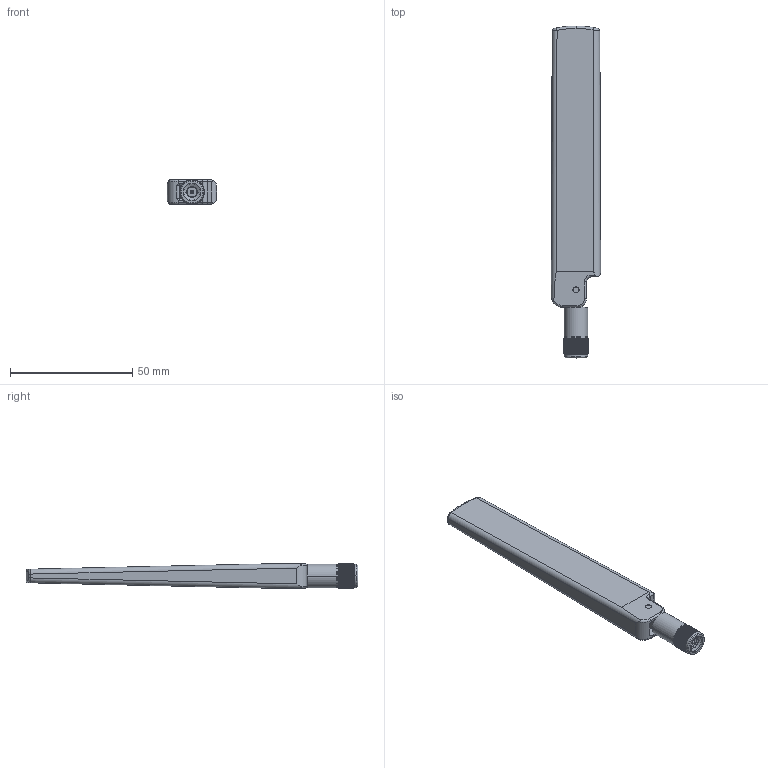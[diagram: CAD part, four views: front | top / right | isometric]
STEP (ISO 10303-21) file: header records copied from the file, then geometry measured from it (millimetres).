
FILE_DESCRIPTION (( 'STEP AP214' ), '1' );
FILE_NAME ('LCANRBD1056_3D.step', '2024-07-22T22:06:42', ( '' ), ( '' ), 'SwSTEP 2.0', 'SolidWorks 2022', '' );
FILE_SCHEMA (( 'AUTOMOTIVE_DESIGN' ));
Length unit declared in the file: inch
Products named in the file (3): LCANRBD1056_3D; 1056^LCANRBD1056; SMA_connector^LCANRBD1056
Assembly tree (2 placements, depth 2):
  LCANRBD1056_3D
    1056^LCANRBD1056
    SMA_connector^LCANRBD1056
Bounding box: 20.1 x 135.6 x 10.06 mm (x, y, z)
Volume: 17864.3 mm3; surface area: 7762.9 mm2
Topology: 4 solids, 4 shells, 646 faces, 1331 edges, 701 vertices
Faces by surface type: plane 283, cone 262, cylinder 86, bspline 7, torus 6, sphere 2
Entity records: 24153 total; most frequent: CARTESIAN_POINT 4576, ORIENTED_EDGE 2654, DIRECTION 2514, EDGE_CURVE 1327, AXIS2_PLACEMENT_3D 1055, VERTEX_POINT 701, EDGE_LOOP 668, FACE_OUTER_BOUND 646
